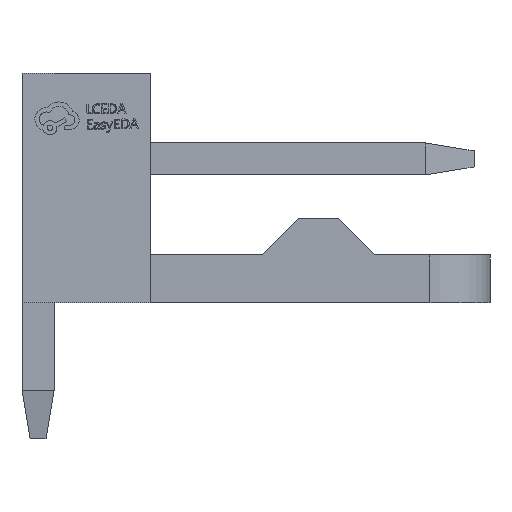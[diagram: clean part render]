
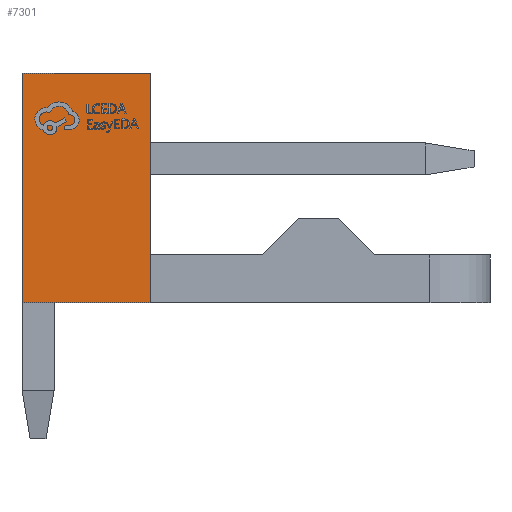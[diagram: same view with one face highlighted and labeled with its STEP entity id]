
A CAD part, left-side view. The second image highlights one B-rep face of the part: STEP entity #7301.
In plain terms, the highlighted planar face has unit normal (-1, 0, 0).
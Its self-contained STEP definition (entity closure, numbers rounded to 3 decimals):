
#355 = ORIENTED_EDGE ( 'NONE', *, *, #14030, .F. ) ;
#2269 = CARTESIAN_POINT ( 'NONE',  ( -5.08, 2.65, 0. ) ) ;
#2320 = CARTESIAN_POINT ( 'NONE',  ( -5.08, 5.85, 0. ) ) ;
#2411 = VERTEX_POINT ( 'NONE', #18340 ) ;
#3689 = LINE ( 'NONE', #8947, #18011 ) ;
#4374 = DIRECTION ( 'NONE',  ( 0., 0., 1. ) ) ;
#4824 = VECTOR ( 'NONE', #6529, 1000. ) ;
#5273 = DIRECTION ( 'NONE',  ( 0., 1., 0. ) ) ;
#5384 = CARTESIAN_POINT ( 'NONE',  ( -5.08, 5.85, 0. ) ) ;
#6529 = DIRECTION ( 'NONE',  ( 0., -1., 0. ) ) ;
#7301 = ADVANCED_FACE ( 'NONE', ( #21816 ), #20010, .T. ) ;
#7595 = VECTOR ( 'NONE', #18516, 1000. ) ;
#8479 = LINE ( 'NONE', #20693, #4824 ) ;
#8917 = EDGE_CURVE ( 'NONE', #9800, #2411, #20218, .T. ) ;
#8947 = CARTESIAN_POINT ( 'NONE',  ( -5.08, 2.65, 1.2 ) ) ;
#9800 = VERTEX_POINT ( 'NONE', #2320 ) ;
#10196 = ORIENTED_EDGE ( 'NONE', *, *, #14107, .F. ) ;
#11205 = CARTESIAN_POINT ( 'NONE',  ( -5.08, 0., 0. ) ) ;
#11527 = CARTESIAN_POINT ( 'NONE',  ( -5.08, 5.85, 5.746 ) ) ;
#12119 = DIRECTION ( 'NONE',  ( 0., 0., -1. ) ) ;
#12428 = VERTEX_POINT ( 'NONE', #2269 ) ;
#12894 = VECTOR ( 'NONE', #5273, 1000. ) ;
#13008 = AXIS2_PLACEMENT_3D ( 'NONE', #11205, #14986, #4374 ) ;
#13074 = ORIENTED_EDGE ( 'NONE', *, *, #8917, .F. ) ;
#14030 = EDGE_CURVE ( 'NONE', #19346, #12428, #3689, .T. ) ;
#14107 = EDGE_CURVE ( 'NONE', #12428, #9800, #21039, .T. ) ;
#14986 = DIRECTION ( 'NONE',  ( -1., 0., 0. ) ) ;
#15574 = EDGE_LOOP ( 'NONE', ( #10196, #355, #21669, #13074 ) ) ;
#18011 = VECTOR ( 'NONE', #12119, 1000. ) ;
#18294 = EDGE_CURVE ( 'NONE', #2411, #19346, #8479, .T. ) ;
#18340 = CARTESIAN_POINT ( 'NONE',  ( -5.08, 5.85, 5.746 ) ) ;
#18516 = DIRECTION ( 'NONE',  ( 0., 0., 1. ) ) ;
#19346 = VERTEX_POINT ( 'NONE', #20512 ) ;
#20010 = PLANE ( 'NONE',  #13008 ) ;
#20218 = LINE ( 'NONE', #11527, #7595 ) ;
#20512 = CARTESIAN_POINT ( 'NONE',  ( -5.08, 2.65, 5.746 ) ) ;
#20693 = CARTESIAN_POINT ( 'NONE',  ( -5.08, 2.65, 5.746 ) ) ;
#21039 = LINE ( 'NONE', #5384, #12894 ) ;
#21669 = ORIENTED_EDGE ( 'NONE', *, *, #18294, .F. ) ;
#21816 = FACE_OUTER_BOUND ( 'NONE', #15574, .T. ) ;
